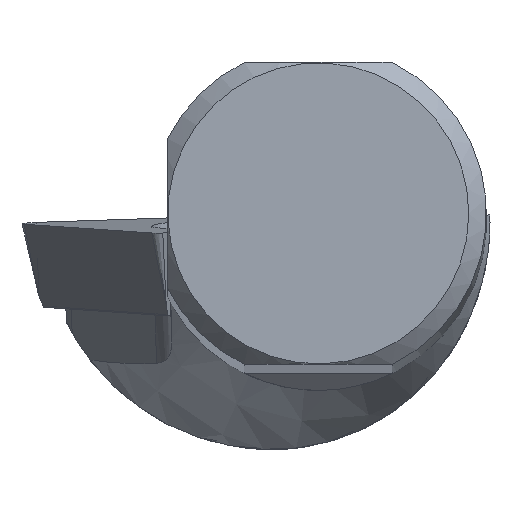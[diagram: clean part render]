
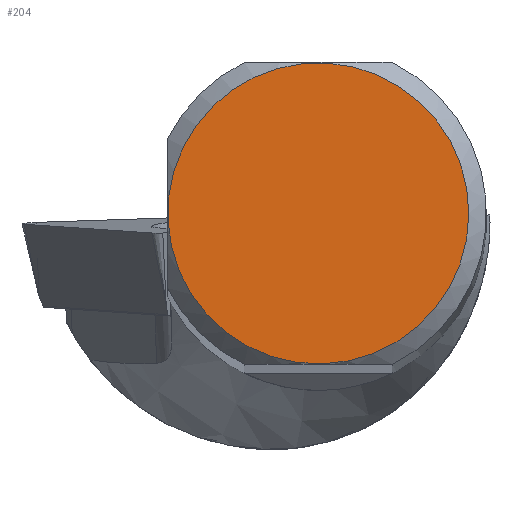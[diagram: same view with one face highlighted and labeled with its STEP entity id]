
A CAD part, top view. The second image highlights one B-rep face of the part: STEP entity #204.
In plain terms, the highlighted planar face has unit normal (0, 0, 1).
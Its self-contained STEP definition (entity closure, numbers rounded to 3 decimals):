
#156=FACE_OUTER_BOUND('',#446,.T.);
#204=ADVANCED_FACE('',(#156),#239,.T.);
#239=PLANE('',#1116);
#446=EDGE_LOOP('',(#616));
#616=ORIENTED_EDGE('',*,*,#919,.T.);
#809=VERTEX_POINT('',#1802);
#919=EDGE_CURVE('',#809,#809,#969,.T.);
#969=CIRCLE('',#1115,4.256);
#1115=AXIS2_PLACEMENT_3D('',#1801,#1320,#1321);
#1116=AXIS2_PLACEMENT_3D('',#1803,#1322,#1323);
#1320=DIRECTION('',(0.,0.,1.));
#1321=DIRECTION('',(1.,0.,0.));
#1322=DIRECTION('',(0.,0.,1.));
#1323=DIRECTION('',(1.,0.,0.));
#1801=CARTESIAN_POINT('',(0.,0.,0.));
#1802=CARTESIAN_POINT('',(4.256,0.,0.));
#1803=CARTESIAN_POINT('',(0.,0.,
0.));
